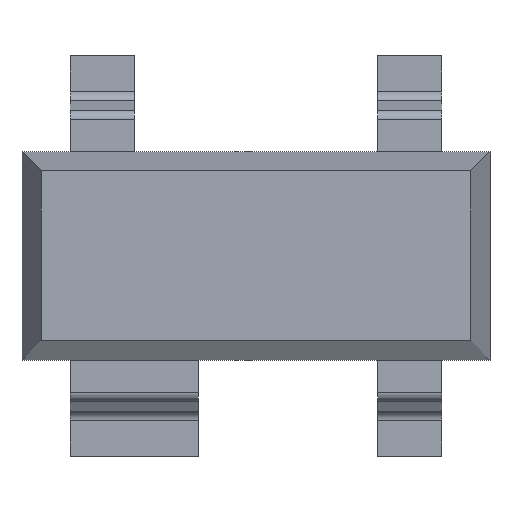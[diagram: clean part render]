
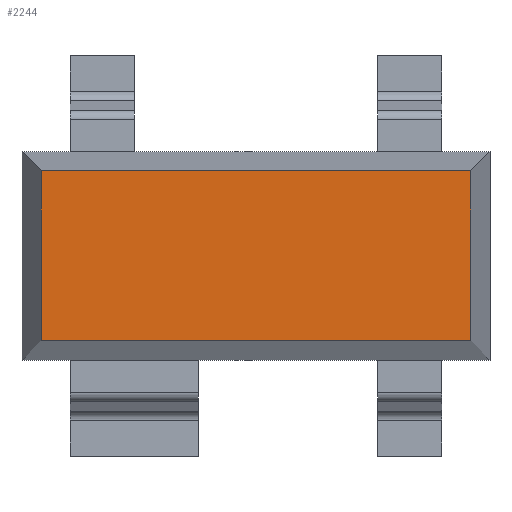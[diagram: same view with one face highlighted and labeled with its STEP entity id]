
A CAD part, top view. The second image highlights one B-rep face of the part: STEP entity #2244.
In plain terms, the highlighted planar face has unit normal (0, 0, 1).
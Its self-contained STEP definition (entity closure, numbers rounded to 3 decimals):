
#2076 = VERTEX_POINT('',#2077);
#2077 = CARTESIAN_POINT('',(1.34,-0.53,1.));
#2085 = VERTEX_POINT('',#2086);
#2086 = CARTESIAN_POINT('',(1.34,0.53,1.));
#2092 = EDGE_CURVE('',#2076,#2085,#2093,.T.);
#2093 = LINE('',#2094,#2095);
#2094 = CARTESIAN_POINT('',(1.34,-0.65,1.));
#2095 = VECTOR('',#2096,1.);
#2096 = DIRECTION('',(0.,1.,0.));
#2184 = VERTEX_POINT('',#2185);
#2185 = CARTESIAN_POINT('',(-1.34,-0.53,1.));
#2193 = EDGE_CURVE('',#2184,#2076,#2194,.T.);
#2194 = LINE('',#2195,#2196);
#2195 = CARTESIAN_POINT('',(-1.46,-0.53,1.));
#2196 = VECTOR('',#2197,1.);
#2197 = DIRECTION('',(1.,0.,0.));
#2244 = ADVANCED_FACE('',(#2245),#2263,.T.);
#2245 = FACE_BOUND('',#2246,.T.);
#2246 = EDGE_LOOP('',(#2247,#2248,#2256,#2262));
#2247 = ORIENTED_EDGE('',*,*,#2092,.T.);
#2248 = ORIENTED_EDGE('',*,*,#2249,.T.);
#2249 = EDGE_CURVE('',#2085,#2250,#2252,.T.);
#2250 = VERTEX_POINT('',#2251);
#2251 = CARTESIAN_POINT('',(-1.34,0.53,1.));
#2252 = LINE('',#2253,#2254);
#2253 = CARTESIAN_POINT('',(1.46,0.53,1.));
#2254 = VECTOR('',#2255,1.);
#2255 = DIRECTION('',(-1.,0.,0.));
#2256 = ORIENTED_EDGE('',*,*,#2257,.T.);
#2257 = EDGE_CURVE('',#2250,#2184,#2258,.T.);
#2258 = LINE('',#2259,#2260);
#2259 = CARTESIAN_POINT('',(-1.34,0.65,1.));
#2260 = VECTOR('',#2261,1.);
#2261 = DIRECTION('',(0.,-1.,0.));
#2262 = ORIENTED_EDGE('',*,*,#2193,.T.);
#2263 = PLANE('',#2264);
#2264 = AXIS2_PLACEMENT_3D('',#2265,#2266,#2267);
#2265 = CARTESIAN_POINT('',(0.,0.,1.));
#2266 = DIRECTION('',(0.,0.,1.));
#2267 = DIRECTION('',(0.,1.,0.));
